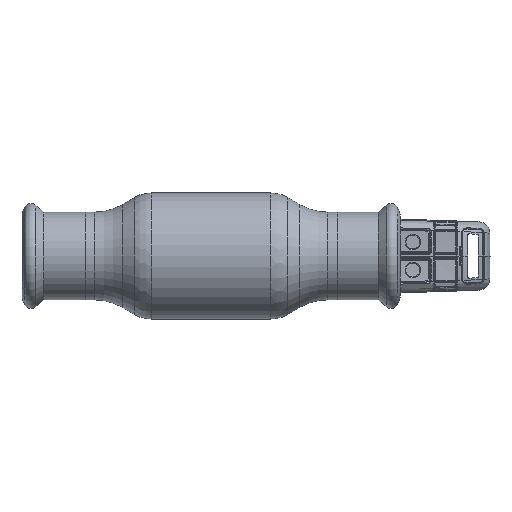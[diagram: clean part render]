
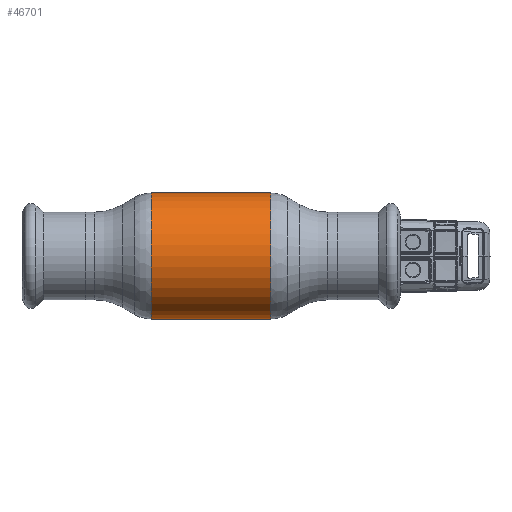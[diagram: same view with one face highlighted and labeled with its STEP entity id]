
A CAD part, front view. The second image highlights one B-rep face of the part: STEP entity #46701.
In plain terms, the highlighted cylindrical face has radius 22.5 mm (diameter 45 mm), a partial arc.
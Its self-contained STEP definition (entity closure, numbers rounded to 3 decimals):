
#6663 = AXIS2_PLACEMENT_3D ( 'NONE', #64321, #63465, #48664 ) ;
#6781 = EDGE_CURVE ( 'NONE', #13965, #36497, #54126, .T. ) ;
#8748 = CARTESIAN_POINT ( 'NONE',  ( 21.285, 0., 22.5 ) ) ;
#9882 = ORIENTED_EDGE ( 'NONE', *, *, #6781, .F. ) ;
#12179 = DIRECTION ( 'NONE',  ( -1., 0., 0. ) ) ;
#13965 = VERTEX_POINT ( 'NONE', #52401 ) ;
#14624 = EDGE_LOOP ( 'NONE', ( #9882, #25038, #41262, #31154 ) ) ;
#15554 = CYLINDRICAL_SURFACE ( 'NONE', #6663, 22.5 ) ;
#16214 = EDGE_CURVE ( 'NONE', #31873, #27822, #42865, .T. ) ;
#16275 = CARTESIAN_POINT ( 'NONE',  ( -21.285, 0., -22.5 ) ) ;
#16712 = CARTESIAN_POINT ( 'NONE',  ( -62.69, 0., -22.5 ) ) ;
#18502 = EDGE_CURVE ( 'NONE', #13965, #31873, #55814, .T. ) ;
#19844 = AXIS2_PLACEMENT_3D ( 'NONE', #21981, #12179, #52192 ) ;
#21981 = CARTESIAN_POINT ( 'NONE',  ( 21.285, 0., 0. ) ) ;
#25038 = ORIENTED_EDGE ( 'NONE', *, *, #18502, .T. ) ;
#27822 = VERTEX_POINT ( 'NONE', #48119 ) ;
#29323 = CARTESIAN_POINT ( 'NONE',  ( -62.69, 0., 22.5 ) ) ;
#29622 = FACE_OUTER_BOUND ( 'NONE', #14624, .T. ) ;
#31154 = ORIENTED_EDGE ( 'NONE', *, *, #40392, .F. ) ;
#31710 = CARTESIAN_POINT ( 'NONE',  ( -21.285, 0., 0. ) ) ;
#31873 = VERTEX_POINT ( 'NONE', #8748 ) ;
#36101 = VECTOR ( 'NONE', #36599, 1000. ) ;
#36497 = VERTEX_POINT ( 'NONE', #16275 ) ;
#36599 = DIRECTION ( 'NONE',  ( -1., 0., 0. ) ) ;
#38156 = VECTOR ( 'NONE', #64304, 1000. ) ;
#39336 = AXIS2_PLACEMENT_3D ( 'NONE', #31710, #51402, #51631 ) ;
#40392 = EDGE_CURVE ( 'NONE', #36497, #27822, #42089, .T. ) ;
#41262 = ORIENTED_EDGE ( 'NONE', *, *, #16214, .T. ) ;
#42089 = CIRCLE ( 'NONE', #39336, 22.5 ) ;
#42865 = LINE ( 'NONE', #29323, #38156 ) ;
#46701 = ADVANCED_FACE ( 'NONE', ( #29622 ), #15554, .T. ) ;
#48119 = CARTESIAN_POINT ( 'NONE',  ( -21.285, 0., 22.5 ) ) ;
#48664 = DIRECTION ( 'NONE',  ( 0., 0., 1. ) ) ;
#51402 = DIRECTION ( 'NONE',  ( -1., 0., 0. ) ) ;
#51631 = DIRECTION ( 'NONE',  ( 0., 0., 1. ) ) ;
#52192 = DIRECTION ( 'NONE',  ( 0., 0., 1. ) ) ;
#52401 = CARTESIAN_POINT ( 'NONE',  ( 21.285, 0., -22.5 ) ) ;
#54126 = LINE ( 'NONE', #16712, #36101 ) ;
#55814 = CIRCLE ( 'NONE', #19844, 22.5 ) ;
#63465 = DIRECTION ( 'NONE',  ( -1., 0., 0. ) ) ;
#64304 = DIRECTION ( 'NONE',  ( -1., 0., 0. ) ) ;
#64321 = CARTESIAN_POINT ( 'NONE',  ( -62.69, 0., 0. ) ) ;
